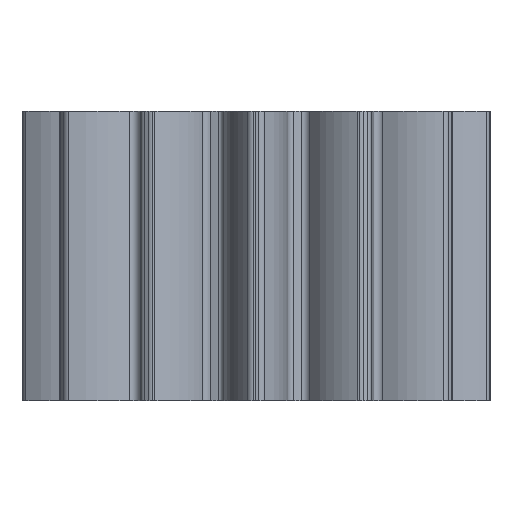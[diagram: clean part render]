
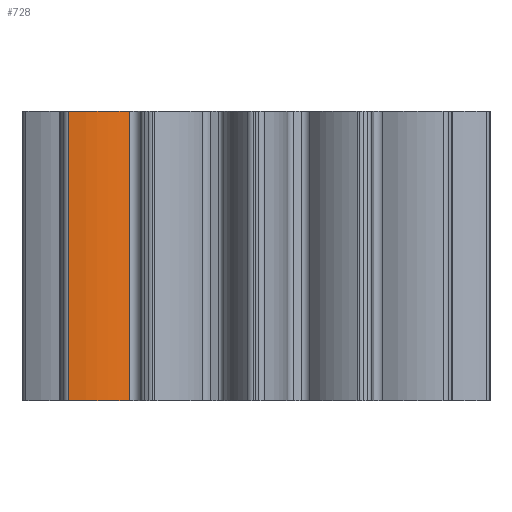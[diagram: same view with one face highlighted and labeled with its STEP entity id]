
A CAD part, left-side view. The second image highlights one B-rep face of the part: STEP entity #728.
In plain terms, the highlighted free-form (B-spline) face has degree [3, 1] with [5, 2] control points.
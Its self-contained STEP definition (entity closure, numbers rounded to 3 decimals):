
#335 = VERTEX_POINT ( 'NONE', #3031 ) ;
#336 = VERTEX_POINT ( 'NONE', #3032 ) ;
#337 = VERTEX_POINT ( 'NONE', #3033 ) ;
#338 = VERTEX_POINT ( 'NONE', #3034 ) ;
#605 = EDGE_LOOP ( 'NONE', ( #2388, #2390, #2389, #2391 ) ) ;
#728 = ADVANCED_FACE ( 'NONE', ( #4111 ), #4494, .F. ) ;
#783 = EDGE_CURVE ( 'NONE', #336, #335, #1280, .T. ) ;
#786 = EDGE_CURVE ( 'NONE', #338, #337, #1289, .T. ) ;
#787 = EDGE_CURVE ( 'NONE', #335, #337, #3513, .T. ) ;
#788 = EDGE_CURVE ( 'NONE', #336, #338, #3508, .T. ) ;
#1280 = LINE ( 'NONE', #1281, #4022 ) ;
#1281 = CARTESIAN_POINT ( 'NONE',  ( -1.918, 2.582, 4. ) ) ;
#1282 = DIRECTION ( 'NONE',  ( 0., 0., -1. ) ) ;
#1288 = CARTESIAN_POINT ( 'NONE',  ( -1.918, 2.582, 0. ) ) ;
#1289 = LINE ( 'NONE', #1290, #4008 ) ;
#1290 = CARTESIAN_POINT ( 'NONE',  ( -1.74, 1.745, 4. ) ) ;
#1291 = DIRECTION ( 'NONE',  ( 0., 0., -1. ) ) ;
#1292 = CARTESIAN_POINT ( 'NONE',  ( -1.934, 2.431, 0. ) ) ;
#1293 = CARTESIAN_POINT ( 'NONE',  ( -1.92, 2.135, 0. ) ) ;
#1294 = CARTESIAN_POINT ( 'NONE',  ( -1.809, 1.863, 0. ) ) ;
#1295 = CARTESIAN_POINT ( 'NONE',  ( -1.74, 1.745, 0. ) ) ;
#1296 = CARTESIAN_POINT ( 'NONE',  ( -1.918, 2.582, 4. ) ) ;
#1297 = CARTESIAN_POINT ( 'NONE',  ( -1.934, 2.431, 4. ) ) ;
#1298 = CARTESIAN_POINT ( 'NONE',  ( -1.92, 2.135, 4. ) ) ;
#1299 = CARTESIAN_POINT ( 'NONE',  ( -1.809, 1.863, 4. ) ) ;
#1300 = CARTESIAN_POINT ( 'NONE',  ( -1.74, 1.745, 4. ) ) ;
#2388 = ORIENTED_EDGE ( 'NONE', *, *, #787, .T. ) ;
#2389 = ORIENTED_EDGE ( 'NONE', *, *, #788, .F. ) ;
#2390 = ORIENTED_EDGE ( 'NONE', *, *, #786, .F. ) ;
#2391 = ORIENTED_EDGE ( 'NONE', *, *, #783, .T. ) ;
#3031 = CARTESIAN_POINT ( 'NONE',  ( -1.918, 2.582, 0. ) ) ;
#3032 = CARTESIAN_POINT ( 'NONE',  ( -1.918, 2.582, 4. ) ) ;
#3033 = CARTESIAN_POINT ( 'NONE',  ( -1.74, 1.745, 0. ) ) ;
#3034 = CARTESIAN_POINT ( 'NONE',  ( -1.74, 1.745, 4. ) ) ;
#3391 = CARTESIAN_POINT ( 'NONE',  ( -1.918, 2.582, 4. ) ) ;
#3392 = CARTESIAN_POINT ( 'NONE',  ( -1.918, 2.582, 0. ) ) ;
#3393 = CARTESIAN_POINT ( 'NONE',  ( -1.934, 2.431, 4. ) ) ;
#3394 = CARTESIAN_POINT ( 'NONE',  ( -1.934, 2.431, 0. ) ) ;
#3395 = CARTESIAN_POINT ( 'NONE',  ( -1.92, 2.135, 4. ) ) ;
#3396 = CARTESIAN_POINT ( 'NONE',  ( -1.92, 2.135, 0. ) ) ;
#3397 = CARTESIAN_POINT ( 'NONE',  ( -1.809, 1.863, 4. ) ) ;
#3398 = CARTESIAN_POINT ( 'NONE',  ( -1.809, 1.863, 0. ) ) ;
#3399 = CARTESIAN_POINT ( 'NONE',  ( -1.74, 1.745, 4. ) ) ;
#3400 = CARTESIAN_POINT ( 'NONE',  ( -1.74, 1.745, 0. ) ) ;
#3508 = B_SPLINE_CURVE_WITH_KNOTS ( 'NONE', 3,
 ( #1296, #1297, #1298, #1299, #1300 ),
 .UNSPECIFIED., .F., .F.,
 ( 4, 1, 4 ),
 ( 0., 11.692, 22.208 ),
 .UNSPECIFIED. ) ;
#3513 = B_SPLINE_CURVE_WITH_KNOTS ( 'NONE', 3,
 ( #1288, #1292, #1293, #1294, #1295 ),
 .UNSPECIFIED., .F., .F.,
 ( 4, 1, 4 ),
 ( 0., 11.692, 22.208 ),
 .UNSPECIFIED. ) ;
#4008 = VECTOR ( 'NONE', #1291, 1000. ) ;
#4022 = VECTOR ( 'NONE', #1282, 1000. ) ;
#4111 = FACE_OUTER_BOUND ( 'NONE', #605, .T. ) ;
#4494 = B_SPLINE_SURFACE_WITH_KNOTS ( 'NONE', 3, 1, ( 
 ( #3391, #3392 ),
 ( #3393, #3394 ),
 ( #3395, #3396 ),
 ( #3397, #3398 ),
 ( #3399, #3400 ) ),
 .UNSPECIFIED., .F., .F., .F.,
 ( 4, 1, 4 ),
 ( 2, 2 ),
 ( 0., 11.692, 22.208 ),
 ( 0., 1. ),
 .UNSPECIFIED. ) ;
